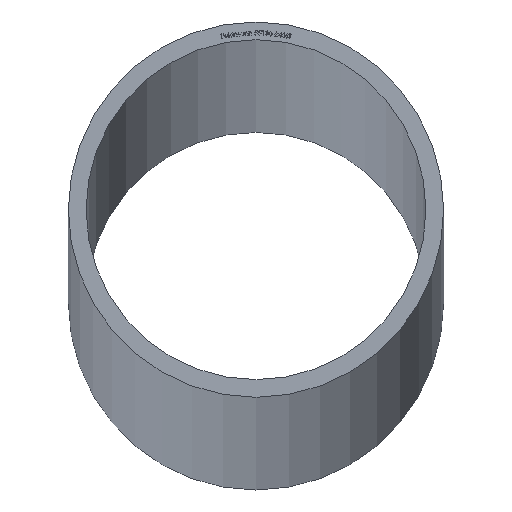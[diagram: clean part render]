
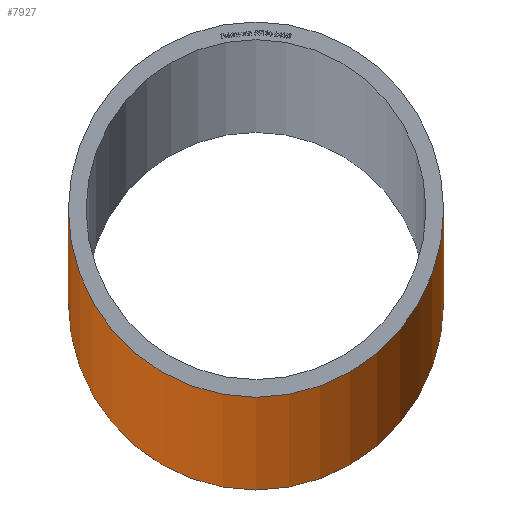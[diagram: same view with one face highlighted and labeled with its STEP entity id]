
A CAD part, top view. The second image highlights one B-rep face of the part: STEP entity #7927.
In plain terms, the highlighted cylindrical face has radius 21.2 mm (diameter 42.4 mm), a partial arc.
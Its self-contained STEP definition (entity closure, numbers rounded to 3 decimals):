
#893 = CARTESIAN_POINT ( 'NONE',  ( 0., 0., -6000. ) ) ;
#952 = CARTESIAN_POINT ( 'NONE',  ( -21.2, 0., 0. ) ) ;
#1076 = AXIS2_PLACEMENT_3D ( 'NONE', #5472, #4264, #13179 ) ;
#1598 = ORIENTED_EDGE ( 'NONE', *, *, #1780, .T. ) ;
#1780 = EDGE_CURVE ( 'NONE', #9500, #12565, #8558, .T. ) ;
#2004 = DIRECTION ( 'NONE',  ( 1., 0., 0. ) ) ;
#2782 = VERTEX_POINT ( 'NONE', #10419 ) ;
#2828 = CARTESIAN_POINT ( 'NONE',  ( 21.2, 0., -6000. ) ) ;
#2906 = ORIENTED_EDGE ( 'NONE', *, *, #5406, .F. ) ;
#3329 = DIRECTION ( 'NONE',  ( 0., 0., 1. ) ) ;
#4213 = CARTESIAN_POINT ( 'NONE',  ( -21.2, 0., -6000. ) ) ;
#4264 = DIRECTION ( 'NONE',  ( 0., 0., 1. ) ) ;
#4468 = LINE ( 'NONE', #4213, #7764 ) ;
#4830 = CARTESIAN_POINT ( 'NONE',  ( 21.2, 0., 0. ) ) ;
#5406 = EDGE_CURVE ( 'NONE', #9921, #12565, #11070, .T. ) ;
#5472 = CARTESIAN_POINT ( 'NONE',  ( 0., 0., -6000. ) ) ;
#5579 = VECTOR ( 'NONE', #11654, 1000. ) ;
#7347 = AXIS2_PLACEMENT_3D ( 'NONE', #893, #8626, #2004 ) ;
#7764 = VECTOR ( 'NONE', #11923, 1000. ) ;
#7927 = ADVANCED_FACE ( 'NONE', ( #11217 ), #13828, .T. ) ;
#8558 = LINE ( 'NONE', #2828, #5579 ) ;
#8626 = DIRECTION ( 'NONE',  ( 0., 0., 1. ) ) ;
#9230 = CARTESIAN_POINT ( 'NONE',  ( 21.2, 0., -6000. ) ) ;
#9500 = VERTEX_POINT ( 'NONE', #9230 ) ;
#9921 = VERTEX_POINT ( 'NONE', #952 ) ;
#9969 = ORIENTED_EDGE ( 'NONE', *, *, #13180, .F. ) ;
#9978 = CARTESIAN_POINT ( 'NONE',  ( 0., 0., 0. ) ) ;
#10304 = EDGE_LOOP ( 'NONE', ( #9969, #10956, #1598, #2906 ) ) ;
#10419 = CARTESIAN_POINT ( 'NONE',  ( -21.2, 0., -6000. ) ) ;
#10956 = ORIENTED_EDGE ( 'NONE', *, *, #13601, .T. ) ;
#11070 = CIRCLE ( 'NONE', #12987, 21.2 ) ;
#11084 = DIRECTION ( 'NONE',  ( 1., 0., 0. ) ) ;
#11217 = FACE_OUTER_BOUND ( 'NONE', #10304, .T. ) ;
#11218 = CIRCLE ( 'NONE', #7347, 21.2 ) ;
#11654 = DIRECTION ( 'NONE',  ( 0., 0., 1. ) ) ;
#11923 = DIRECTION ( 'NONE',  ( 0., 0., 1. ) ) ;
#12565 = VERTEX_POINT ( 'NONE', #4830 ) ;
#12987 = AXIS2_PLACEMENT_3D ( 'NONE', #9978, #3329, #11084 ) ;
#13179 = DIRECTION ( 'NONE',  ( 1., 0., 0. ) ) ;
#13180 = EDGE_CURVE ( 'NONE', #2782, #9921, #4468, .T. ) ;
#13601 = EDGE_CURVE ( 'NONE', #2782, #9500, #11218, .T. ) ;
#13828 = CYLINDRICAL_SURFACE ( 'NONE', #1076, 21.2 ) ;
